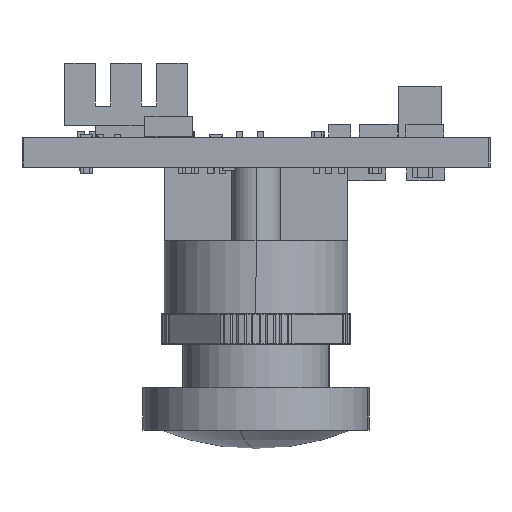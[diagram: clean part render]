
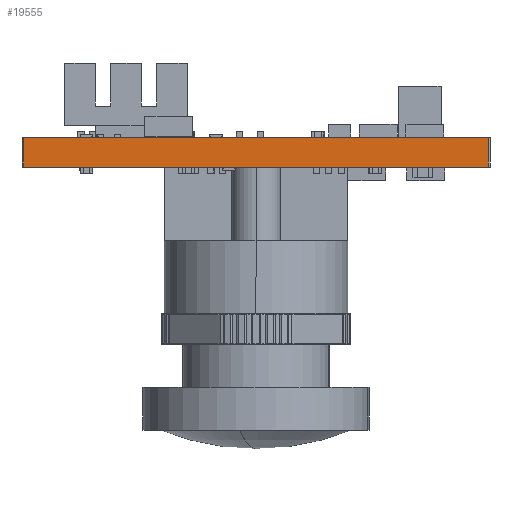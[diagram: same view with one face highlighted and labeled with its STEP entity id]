
A CAD part, left-side view. The second image highlights one B-rep face of the part: STEP entity #19555.
In plain terms, the highlighted planar face has unit normal (-1, 0, 0).
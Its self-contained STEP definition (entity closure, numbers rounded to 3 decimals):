
#8340 = DIRECTION ( 'NONE',  ( 0., 1., 0. ) ) ;
#12351 = ORIENTED_EDGE ( 'NONE', *, *, #24349, .T. ) ;
#19555 = ADVANCED_FACE ( 'NONE', ( #55126 ), #68987, .F. ) ;
#20381 = CARTESIAN_POINT ( 'NONE',  ( -19.127, 19., -2.382 ) ) ;
#21070 = VECTOR ( 'NONE', #76258, 1000. ) ;
#21198 = VECTOR ( 'NONE', #57400, 1000. ) ;
#24349 = EDGE_CURVE ( 'NONE', #82701, #76054, #96233, .T. ) ;
#26345 = CARTESIAN_POINT ( 'NONE',  ( -19.127, -19., -2.382 ) ) ;
#29360 = CARTESIAN_POINT ( 'NONE',  ( -19.127, 19., -2.382 ) ) ;
#29551 = ORIENTED_EDGE ( 'NONE', *, *, #92620, .F. ) ;
#36191 = VERTEX_POINT ( 'NONE', #47667 ) ;
#37429 = CARTESIAN_POINT ( 'NONE',  ( -19.127, 19., -2.382 ) ) ;
#40281 = CARTESIAN_POINT ( 'NONE',  ( -19.127, -19., -2.382 ) ) ;
#47667 = CARTESIAN_POINT ( 'NONE',  ( -19.127, 19., 0. ) ) ;
#48856 = VERTEX_POINT ( 'NONE', #20381 ) ;
#51430 = LINE ( 'NONE', #82615, #68379 ) ;
#55126 = FACE_OUTER_BOUND ( 'NONE', #81833, .T. ) ;
#57400 = DIRECTION ( 'NONE',  ( 0., 0., 1. ) ) ;
#58760 = AXIS2_PLACEMENT_3D ( 'NONE', #37429, #100111, #8340 ) ;
#68379 = VECTOR ( 'NONE', #81633, 1000. ) ;
#68987 = PLANE ( 'NONE',  #58760 ) ;
#69189 = ORIENTED_EDGE ( 'NONE', *, *, #79605, .F. ) ;
#70934 = CARTESIAN_POINT ( 'NONE',  ( -19.127, 19., -2.382 ) ) ;
#71796 = VECTOR ( 'NONE', #93395, 1000. ) ;
#76054 = VERTEX_POINT ( 'NONE', #98437 ) ;
#76258 = DIRECTION ( 'NONE',  ( 0., -1., 0. ) ) ;
#77907 = EDGE_CURVE ( 'NONE', #48856, #82701, #99252, .T. ) ;
#78094 = LINE ( 'NONE', #70934, #71796 ) ;
#79605 = EDGE_CURVE ( 'NONE', #48856, #36191, #78094, .T. ) ;
#81633 = DIRECTION ( 'NONE',  ( 0., -1., 0. ) ) ;
#81833 = EDGE_LOOP ( 'NONE', ( #97377, #12351, #29551, #69189 ) ) ;
#82615 = CARTESIAN_POINT ( 'NONE',  ( -19.127, 19., 0. ) ) ;
#82701 = VERTEX_POINT ( 'NONE', #40281 ) ;
#92620 = EDGE_CURVE ( 'NONE', #36191, #76054, #51430, .T. ) ;
#93395 = DIRECTION ( 'NONE',  ( 0., 0., 1. ) ) ;
#96233 = LINE ( 'NONE', #26345, #21198 ) ;
#97377 = ORIENTED_EDGE ( 'NONE', *, *, #77907, .T. ) ;
#98437 = CARTESIAN_POINT ( 'NONE',  ( -19.127, -19., 0. ) ) ;
#99252 = LINE ( 'NONE', #29360, #21070 ) ;
#100111 = DIRECTION ( 'NONE',  ( 1., 0., 0. ) ) ;
